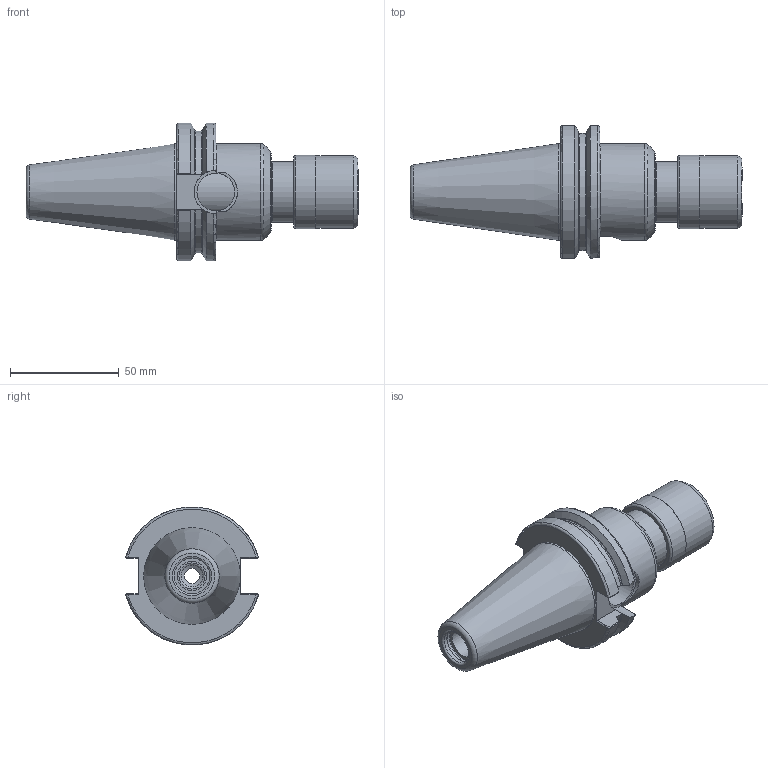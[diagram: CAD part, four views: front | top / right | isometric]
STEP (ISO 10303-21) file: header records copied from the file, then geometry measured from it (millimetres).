
FILE_DESCRIPTION(/* description */ (''),/* implementation_level */ '2;1');
FILE_NAME(/* name */ 'DCAT40-RT1-0332.stp',/* time_stamp */ '2019-08-02T10:03:14-05:00',/* author */ ('ldfli'),/* organization */ ('Pioneer N.A.'),/* preprocessor_version */ 'ST-DEVELOPER v18',/* originating_system */ 'Autodesk Inventor LT',/* authorisation */ '');
FILE_SCHEMA (('AUTOMOTIVE_DESIGN { 1 0 10303 214 3 1 1 }'));
Length unit declared in the file: millimetre
Products named in the file (1): DCAT40-RT1-0332
Bounding box: 152.71 x 61.14 x 63.42 mm (x, y, z)
Volume: 156084.4 mm3; surface area: 43972.9 mm2
Topology: 2 solids, 3 shells, 146 faces, 430 edges, 297 vertices
Faces by surface type: plane 50, cylinder 34, torus 25, cone 25, bspline 12
Full cylindrical faces by diameter (mm): 7 x1, 10 x2, 13.386 x1, 16.3 x1, 16.8 x1, 17.323 x1, 19 x1, 19.4 x1, 24.4 x1, 24.6 x1, 25 x4, 25.4 x2, 26.4 x1, 28 x2, 28.6 x1, 28.9 x1, 33.5 x1, 34 x1, 44.45 x2
Entity records: 5715 total; most frequent: CARTESIAN_POINT 1710, ORIENTED_EDGE 858, DIRECTION 845, EDGE_CURVE 429, AXIS2_PLACEMENT_3D 353, VERTEX_POINT 297, CIRCLE 215, EDGE_LOOP 162
